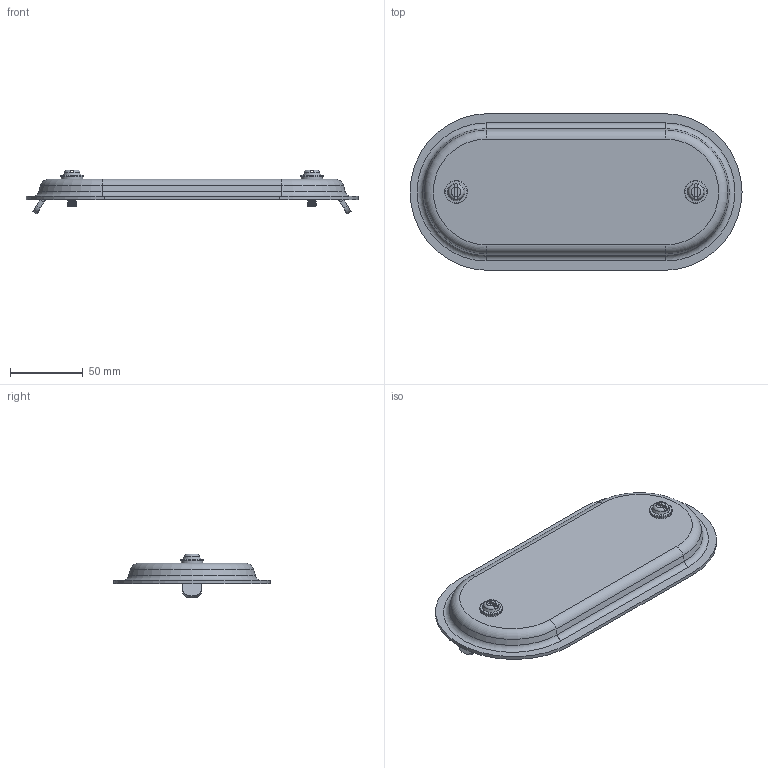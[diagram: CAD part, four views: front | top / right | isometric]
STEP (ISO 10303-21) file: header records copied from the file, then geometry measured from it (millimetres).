
FILE_DESCRIPTION(/* description */ (''),/* implementation_level */ '2;1');
FILE_NAME(/* name */ 'KIL_870SA.stp',/* time_stamp */ '2019-10-11T18:39:13+05:00',/* author */ ('kr'),/* organization */ (''),/* preprocessor_version */ 'ST-DEVELOPER v16.13',/* originating_system */ 'Autodesk Inventor 2018',/* authorisation */ '');
FILE_SCHEMA (('AUTOMOTIVE_DESIGN { 1 0 10303 214 3 1 1 }'));
Length unit declared in the file: inch
Products named in the file (4): 270SA; 17733; 18038CABB; 17953
Assembly tree (5 placements, depth 2):
  270SA
    17733
    18038CABB  x2
    17953  x2
Bounding box: 228.6 x 107.95 x 30.25 mm (x, y, z)
Volume: 76536.7 mm3; surface area: 66657.8 mm2
Topology: 5 solids, 5 shells, 156 faces, 394 edges, 248 vertices
Faces by surface type: plane 76, cylinder 52, torus 12, bspline 10, cone 6
Full cylindrical faces by diameter (mm): 6.35 x2, 8.733 x2, 14.656 x2, 15.875 x2
Entity records: 13182 total; most frequent: CARTESIAN_POINT 10798, DIRECTION 492, ORIENTED_EDGE 440, EDGE_CURVE 220, AXIS2_PLACEMENT_3D 196, VERTEX_POINT 140, EDGE_LOOP 114, LINE 100
